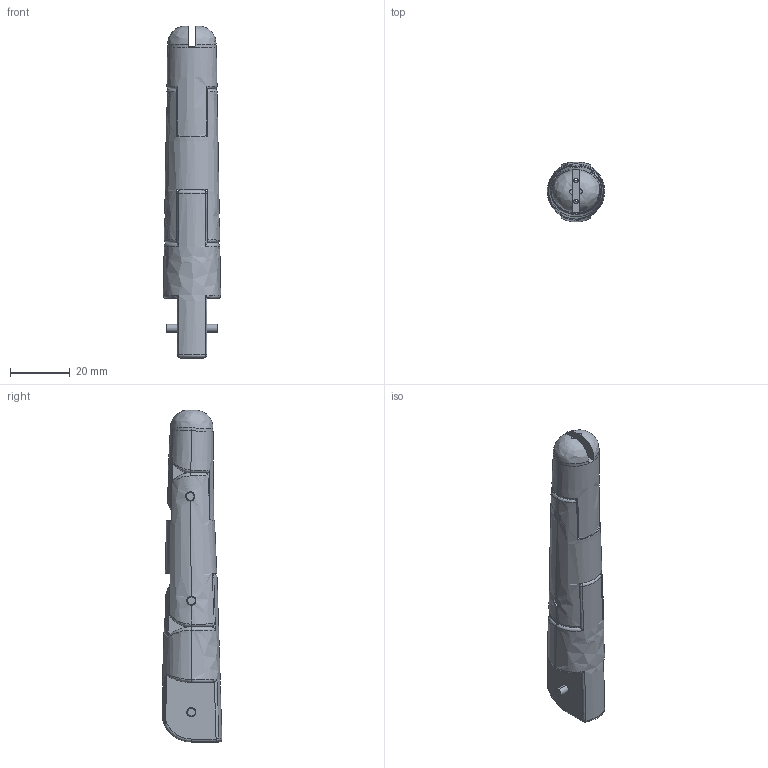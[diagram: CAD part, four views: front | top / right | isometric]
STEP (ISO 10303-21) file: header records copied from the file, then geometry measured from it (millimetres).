
FILE_DESCRIPTION (( 'STEP AP203' ), '1' );
FILE_NAME ('Middle-Finger-Design.STEP', '2024-02-06T22:14:19', ( '' ), ( '' ), 'SwSTEP 2.0', 'SolidWorks 2022', '' );
FILE_SCHEMA (( 'CONFIG_CONTROL_DESIGN' ));
Length unit declared in the file: millimetre
Products named in the file (7): Distal_1; Middle-Finger-Design; Pin3-1; Proximal_1; Pin2-1; Pin-1.1; intermediate_
Assembly tree (6 placements, depth 2):
  Middle-Finger-Design
    Distal_1
    intermediate_
    Pin-1.1
    Pin2-1
    Pin3-1
    Proximal_1
Bounding box: 19.27 x 20.12 x 111.47 mm (x, y, z)
Volume: 20431.8 mm3; surface area: 11760 mm2
Topology: 6 solids, 6 shells, 173 faces, 477 edges, 306 vertices
Faces by surface type: plane 67, cylinder 58, bspline 37, torus 6, sphere 5
Entity records: 9278 total; most frequent: CARTESIAN_POINT 4514, ORIENTED_EDGE 946, DIRECTION 718, EDGE_CURVE 473, VERTEX_POINT 304, AXIS2_PLACEMENT_3D 277, EDGE_LOOP 187, ADVANCED_FACE 173
